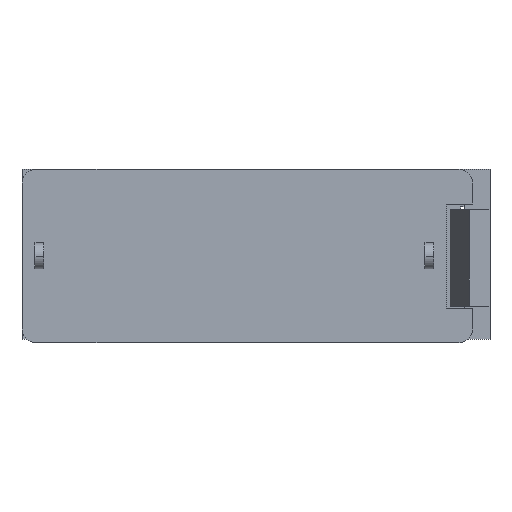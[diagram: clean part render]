
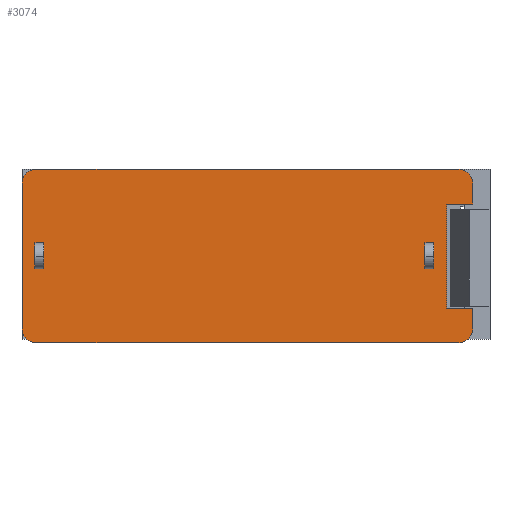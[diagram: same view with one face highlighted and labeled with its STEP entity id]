
A CAD part, front view. The second image highlights one B-rep face of the part: STEP entity #3074.
In plain terms, the highlighted planar face has unit normal (0, -1, 0).
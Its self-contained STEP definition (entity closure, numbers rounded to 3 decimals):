
#2304=CARTESIAN_POINT('',(21.068,8.102,19.768));
#2305=VERTEX_POINT('',#2304);
#2306=CARTESIAN_POINT('',(21.068,8.102,18.568));
#2307=VERTEX_POINT('',#2306);
#2308=CARTESIAN_POINT('',(21.068,8.102,19.768));
#2309=DIRECTION('',(0.,0.,-1.));
#2310=VECTOR('',#2309,1.2);
#2311=LINE('',#2308,#2310);
#2312=EDGE_CURVE('',#2305,#2307,#2311,.T.);
#2594=CARTESIAN_POINT('',(21.068,8.102,26.968));
#2595=VERTEX_POINT('',#2594);
#2602=CARTESIAN_POINT('',(21.068,8.102,25.768));
#2603=VERTEX_POINT('',#2602);
#2604=CARTESIAN_POINT('',(21.068,8.102,26.968));
#2605=DIRECTION('',(0.,0.,-1.));
#2606=VECTOR('',#2605,1.2);
#2607=LINE('',#2604,#2606);
#2608=EDGE_CURVE('',#2595,#2603,#2607,.T.);
#2624=CARTESIAN_POINT('',(20.268,8.102,17.768));
#2625=VERTEX_POINT('',#2624);
#2626=CARTESIAN_POINT('',(-4.132,8.102,17.768));
#2627=VERTEX_POINT('',#2626);
#2628=CARTESIAN_POINT('',(20.268,8.102,17.768));
#2629=DIRECTION('',(-1.,0.,0.));
#2630=VECTOR('',#2629,24.4);
#2631=LINE('',#2628,#2630);
#2632=EDGE_CURVE('',#2625,#2627,#2631,.T.);
#2697=CARTESIAN_POINT('',(-4.932,8.102,18.568));
#2698=VERTEX_POINT('',#2697);
#2705=CARTESIAN_POINT('',(-4.932,8.102,26.968));
#2706=VERTEX_POINT('',#2705);
#2707=CARTESIAN_POINT('',(-4.932,8.102,18.568));
#2708=DIRECTION('',(0.,0.,1.));
#2709=VECTOR('',#2708,8.4);
#2710=LINE('',#2707,#2709);
#2711=EDGE_CURVE('',#2698,#2706,#2710,.T.);
#2737=CARTESIAN_POINT('',(-4.132,8.102,27.768));
#2738=VERTEX_POINT('',#2737);
#2745=CARTESIAN_POINT('',(20.268,8.102,27.768));
#2746=VERTEX_POINT('',#2745);
#2747=CARTESIAN_POINT('',(-4.132,8.102,27.768));
#2748=DIRECTION('',(1.,0.,-0.));
#2749=VECTOR('',#2748,24.4);
#2750=LINE('',#2747,#2749);
#2751=EDGE_CURVE('',#2738,#2746,#2750,.T.);
#2944=CARTESIAN_POINT('',(151.962,8.102,30.098));
#2945=DIRECTION('',(0.,1.,0.));
#2946=DIRECTION('',(0.,0.,1.));
#2947=AXIS2_PLACEMENT_3D('',#2944,#2945,#2946);
#2948=PLANE('',#2947);
#2949=CARTESIAN_POINT('',(18.818,8.102,23.518));
#2950=VERTEX_POINT('',#2949);
#2951=CARTESIAN_POINT('',(18.318,8.102,23.518));
#2952=VERTEX_POINT('',#2951);
#2953=CARTESIAN_POINT('',(18.818,8.102,23.518));
#2954=DIRECTION('',(-1.,0.,0.));
#2955=VECTOR('',#2954,0.5);
#2956=LINE('',#2953,#2955);
#2957=EDGE_CURVE('',#2950,#2952,#2956,.T.);
#2958=ORIENTED_EDGE('',*,*,#2957,.F.);
#2959=CARTESIAN_POINT('',(18.818,8.102,22.018));
#2960=VERTEX_POINT('',#2959);
#2961=CARTESIAN_POINT('',(18.818,8.102,22.018));
#2962=DIRECTION('',(0.,0.,1.));
#2963=VECTOR('',#2962,1.5);
#2964=LINE('',#2961,#2963);
#2965=EDGE_CURVE('',#2960,#2950,#2964,.T.);
#2966=ORIENTED_EDGE('',*,*,#2965,.F.);
#2967=CARTESIAN_POINT('',(18.318,8.102,22.018));
#2968=VERTEX_POINT('',#2967);
#2969=CARTESIAN_POINT('',(18.318,8.102,22.018));
#2970=DIRECTION('',(1.,0.,-0.));
#2971=VECTOR('',#2970,0.5);
#2972=LINE('',#2969,#2971);
#2973=EDGE_CURVE('',#2968,#2960,#2972,.T.);
#2974=ORIENTED_EDGE('',*,*,#2973,.F.);
#2975=CARTESIAN_POINT('',(18.318,8.102,23.518));
#2976=DIRECTION('',(0.,0.,-1.));
#2977=VECTOR('',#2976,1.5);
#2978=LINE('',#2975,#2977);
#2979=EDGE_CURVE('',#2952,#2968,#2978,.T.);
#2980=ORIENTED_EDGE('',*,*,#2979,.F.);
#2981=EDGE_LOOP('',(#2958,#2966,#2974,#2980));
#2982=FACE_BOUND('',#2981,.T.);
#2983=CARTESIAN_POINT('',(-3.682,8.102,23.518));
#2984=VERTEX_POINT('',#2983);
#2985=CARTESIAN_POINT('',(-4.182,8.102,23.518));
#2986=VERTEX_POINT('',#2985);
#2987=CARTESIAN_POINT('',(-3.682,8.102,23.518));
#2988=DIRECTION('',(-1.,0.,0.));
#2989=VECTOR('',#2988,0.5);
#2990=LINE('',#2987,#2989);
#2991=EDGE_CURVE('',#2984,#2986,#2990,.T.);
#2992=ORIENTED_EDGE('',*,*,#2991,.F.);
#2993=CARTESIAN_POINT('',(-3.682,8.102,22.018));
#2994=VERTEX_POINT('',#2993);
#2995=CARTESIAN_POINT('',(-3.682,8.102,22.018));
#2996=DIRECTION('',(0.,0.,1.));
#2997=VECTOR('',#2996,1.5);
#2998=LINE('',#2995,#2997);
#2999=EDGE_CURVE('',#2994,#2984,#2998,.T.);
#3000=ORIENTED_EDGE('',*,*,#2999,.F.);
#3001=CARTESIAN_POINT('',(-4.182,8.102,22.018));
#3002=VERTEX_POINT('',#3001);
#3003=CARTESIAN_POINT('',(-4.182,8.102,22.018));
#3004=DIRECTION('',(1.,0.,-0.));
#3005=VECTOR('',#3004,0.5);
#3006=LINE('',#3003,#3005);
#3007=EDGE_CURVE('',#3002,#2994,#3006,.T.);
#3008=ORIENTED_EDGE('',*,*,#3007,.F.);
#3009=CARTESIAN_POINT('',(-4.182,8.102,23.518));
#3010=DIRECTION('',(0.,0.,-1.));
#3011=VECTOR('',#3010,1.5);
#3012=LINE('',#3009,#3011);
#3013=EDGE_CURVE('',#2986,#3002,#3012,.T.);
#3014=ORIENTED_EDGE('',*,*,#3013,.F.);
#3015=EDGE_LOOP('',(#2992,#3000,#3008,#3014));
#3016=FACE_BOUND('',#3015,.T.);
#3017=ORIENTED_EDGE('',*,*,#2711,.F.);
#3018=CARTESIAN_POINT('',(-4.132,8.102,18.568));
#3019=DIRECTION('',(-0.,-1.,-0.));
#3020=DIRECTION('',(0.,-0.,1.));
#3021=AXIS2_PLACEMENT_3D('',#3018,#3019,#3020);
#3022=CIRCLE('',#3021,0.8);
#3023=EDGE_CURVE('',#2698,#2627,#3022,.T.);
#3024=ORIENTED_EDGE('',*,*,#3023,.T.);
#3025=ORIENTED_EDGE('',*,*,#2632,.F.);
#3026=CARTESIAN_POINT('',(20.268,8.102,18.568));
#3027=DIRECTION('',(-0.,-1.,-0.));
#3028=DIRECTION('',(0.,-0.,1.));
#3029=AXIS2_PLACEMENT_3D('',#3026,#3027,#3028);
#3030=CIRCLE('',#3029,0.8);
#3031=EDGE_CURVE('',#2625,#2307,#3030,.T.);
#3032=ORIENTED_EDGE('',*,*,#3031,.T.);
#3033=ORIENTED_EDGE('',*,*,#2312,.F.);
#3034=CARTESIAN_POINT('',(19.568,8.102,19.768));
#3035=VERTEX_POINT('',#3034);
#3036=CARTESIAN_POINT('',(19.568,8.102,19.768));
#3037=DIRECTION('',(1.,0.,-0.));
#3038=VECTOR('',#3037,1.5);
#3039=LINE('',#3036,#3038);
#3040=EDGE_CURVE('',#3035,#2305,#3039,.T.);
#3041=ORIENTED_EDGE('',*,*,#3040,.F.);
#3042=CARTESIAN_POINT('',(19.568,8.102,25.768));
#3043=VERTEX_POINT('',#3042);
#3044=CARTESIAN_POINT('',(19.568,8.102,25.768));
#3045=DIRECTION('',(0.,0.,-1.));
#3046=VECTOR('',#3045,6.);
#3047=LINE('',#3044,#3046);
#3048=EDGE_CURVE('',#3043,#3035,#3047,.T.);
#3049=ORIENTED_EDGE('',*,*,#3048,.F.);
#3050=CARTESIAN_POINT('',(19.568,8.102,25.768));
#3051=DIRECTION('',(1.,0.,-0.));
#3052=VECTOR('',#3051,1.5);
#3053=LINE('',#3050,#3052);
#3054=EDGE_CURVE('',#3043,#2603,#3053,.T.);
#3055=ORIENTED_EDGE('',*,*,#3054,.T.);
#3056=ORIENTED_EDGE('',*,*,#2608,.F.);
#3057=CARTESIAN_POINT('',(20.268,8.102,26.968));
#3058=DIRECTION('',(-0.,-1.,-0.));
#3059=DIRECTION('',(0.,-0.,1.));
#3060=AXIS2_PLACEMENT_3D('',#3057,#3058,#3059);
#3061=CIRCLE('',#3060,0.8);
#3062=EDGE_CURVE('',#2595,#2746,#3061,.T.);
#3063=ORIENTED_EDGE('',*,*,#3062,.T.);
#3064=ORIENTED_EDGE('',*,*,#2751,.F.);
#3065=CARTESIAN_POINT('',(-4.132,8.102,26.968));
#3066=DIRECTION('',(-0.,-1.,-0.));
#3067=DIRECTION('',(0.,-0.,1.));
#3068=AXIS2_PLACEMENT_3D('',#3065,#3066,#3067);
#3069=CIRCLE('',#3068,0.8);
#3070=EDGE_CURVE('',#2738,#2706,#3069,.T.);
#3071=ORIENTED_EDGE('',*,*,#3070,.T.);
#3072=EDGE_LOOP('',(#3017,#3024,#3025,#3032,#3033,#3041,#3049,#3055,#3056,#3063,#3064,#3071));
#3073=FACE_BOUND('',#3072,.T.);
#3074=ADVANCED_FACE('',(#2982,#3016,#3073),#2948,.F.);
